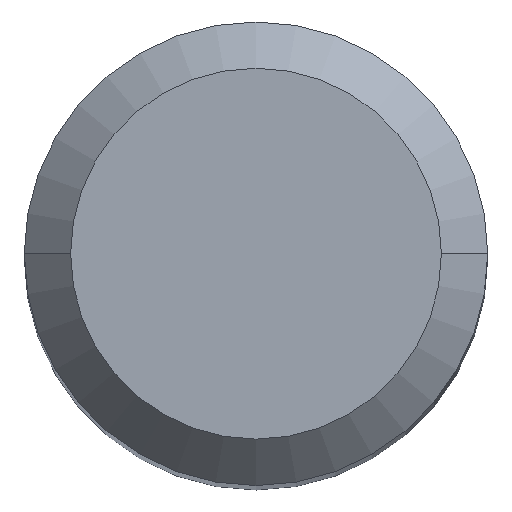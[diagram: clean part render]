
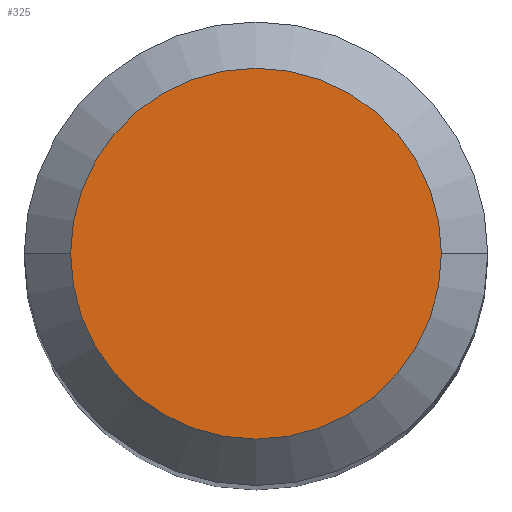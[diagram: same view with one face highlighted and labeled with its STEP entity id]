
A CAD part, top view. The second image highlights one B-rep face of the part: STEP entity #325.
In plain terms, the highlighted planar face has unit normal (0, 0, 1).
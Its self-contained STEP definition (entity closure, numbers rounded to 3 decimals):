
#130=CARTESIAN_POINT('',(0.,0.,45.));
#131=DIRECTION('',(0.,0.,1.));
#132=DIRECTION('',(-1.,0.,0.));
#133=AXIS2_PLACEMENT_3D('',#130,#131,#132);
#138=CARTESIAN_POINT('',(0.,0.,45.));
#139=DIRECTION('',(0.,0.,-1.));
#140=DIRECTION('',(-1.,0.,0.));
#141=AXIS2_PLACEMENT_3D('',#138,#139,#140);
#161=CARTESIAN_POINT('',(-4.8,0.,45.));
#163=VERTEX_POINT('',#161);
#165=CARTESIAN_POINT('',(4.8,0.,45.));
#167=VERTEX_POINT('',#165);
#316=CARTESIAN_POINT('',(0.,0.,45.));
#317=DIRECTION('',(0.,0.,-1.));
#318=DIRECTION('',(1.,0.,0.));
#319=AXIS2_PLACEMENT_3D('',#316,#317,#318);
#320=PLANE('',#319);
#321=ORIENTED_EDGE('',*,*,#281,.F.);
#322=ORIENTED_EDGE('',*,*,#304,.T.);
#323=EDGE_LOOP('',(#321,#322));
#324=FACE_OUTER_BOUND('',#323,.F.);
#325=ADVANCED_FACE('',(#324),#320,.F.);
#134=CIRCLE('',#133,4.8);
#142=CIRCLE('',#141,4.8);
#281=EDGE_CURVE('',#163,#167,#134,.T.);
#304=EDGE_CURVE('',#163,#167,#142,.T.);
